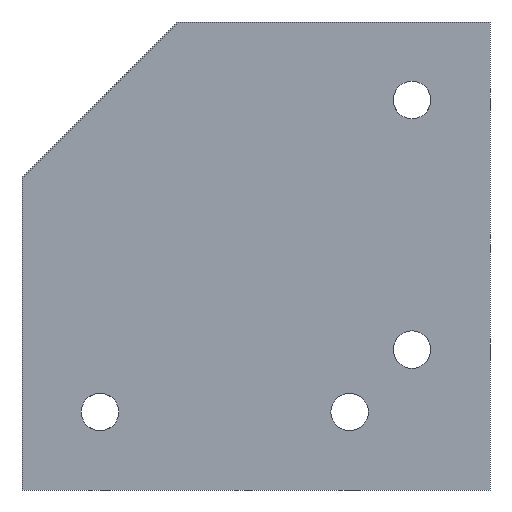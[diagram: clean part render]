
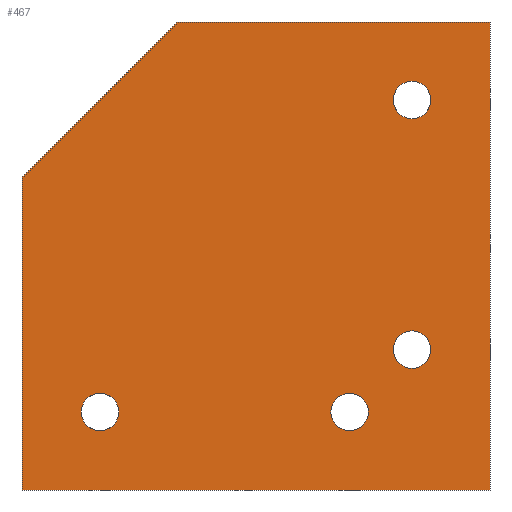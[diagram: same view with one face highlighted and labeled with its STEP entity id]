
A CAD part, front view. The second image highlights one B-rep face of the part: STEP entity #467.
In plain terms, the highlighted planar face has unit normal (0, -1, 0).
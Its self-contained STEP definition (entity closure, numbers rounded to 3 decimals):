
#29=FACE_BOUND('',#104,.T.);
#30=FACE_BOUND('',#105,.T.);
#31=FACE_BOUND('',#106,.T.);
#32=FACE_BOUND('',#107,.T.);
#43=PLANE('',#520);
#66=FACE_OUTER_BOUND('',#103,.T.);
#103=EDGE_LOOP('',(#424,#425,#426,#427,#428));
#104=EDGE_LOOP('',(#429));
#105=EDGE_LOOP('',(#430));
#106=EDGE_LOOP('',(#431));
#107=EDGE_LOOP('',(#432));
#140=LINE('',#1006,#169);
#144=LINE('',#1014,#173);
#147=LINE('',#1020,#176);
#150=LINE('',#1026,#179);
#153=LINE('',#1031,#182);
#169=VECTOR('',#603,10.);
#173=VECTOR('',#609,10.);
#176=VECTOR('',#614,10.);
#179=VECTOR('',#619,10.);
#182=VECTOR('',#624,10.);
#193=CIRCLE('',#504,6.);
#195=CIRCLE('',#507,6.);
#197=CIRCLE('',#510,6.);
#199=CIRCLE('',#513,6.);
#227=VERTEX_POINT('',#980);
#229=VERTEX_POINT('',#987);
#231=VERTEX_POINT('',#994);
#233=VERTEX_POINT('',#1000);
#234=VERTEX_POINT('',#1004);
#235=VERTEX_POINT('',#1005);
#238=VERTEX_POINT('',#1013);
#240=VERTEX_POINT('',#1019);
#242=VERTEX_POINT('',#1025);
#280=EDGE_CURVE('',#227,#227,#193,.T.);
#284=EDGE_CURVE('',#229,#229,#195,.T.);
#288=EDGE_CURVE('',#231,#231,#197,.T.);
#291=EDGE_CURVE('',#233,#233,#199,.T.);
#292=EDGE_CURVE('',#234,#235,#140,.T.);
#296=EDGE_CURVE('',#234,#238,#144,.T.);
#299=EDGE_CURVE('',#240,#238,#147,.T.);
#302=EDGE_CURVE('',#242,#240,#150,.T.);
#305=EDGE_CURVE('',#235,#242,#153,.T.);
#424=ORIENTED_EDGE('',*,*,#305,.F.);
#425=ORIENTED_EDGE('',*,*,#292,.F.);
#426=ORIENTED_EDGE('',*,*,#296,.T.);
#427=ORIENTED_EDGE('',*,*,#299,.F.);
#428=ORIENTED_EDGE('',*,*,#302,.F.);
#429=ORIENTED_EDGE('',*,*,#291,.F.);
#430=ORIENTED_EDGE('',*,*,#288,.F.);
#431=ORIENTED_EDGE('',*,*,#284,.F.);
#432=ORIENTED_EDGE('',*,*,#280,.F.);
#467=ADVANCED_FACE('',(#66,#29,#30,#31,#32),#43,.F.);
#504=AXIS2_PLACEMENT_3D('',#982,#576,#577);
#507=AXIS2_PLACEMENT_3D('',#989,#584,#585);
#510=AXIS2_PLACEMENT_3D('',#996,#592,#593);
#513=AXIS2_PLACEMENT_3D('',#1002,#599,#600);
#520=AXIS2_PLACEMENT_3D('',#1034,#628,#629);
#576=DIRECTION('center_axis',(0.,-1.,0.));
#577=DIRECTION('ref_axis',(1.,0.,0.));
#584=DIRECTION('center_axis',(0.,-1.,0.));
#585=DIRECTION('ref_axis',(1.,0.,0.));
#592=DIRECTION('center_axis',(0.,-1.,0.));
#593=DIRECTION('ref_axis',(1.,0.,0.));
#599=DIRECTION('center_axis',(0.,-1.,0.));
#600=DIRECTION('ref_axis',(1.,0.,0.));
#603=DIRECTION('',(1.,0.,0.));
#609=DIRECTION('',(-0.707,0.,-0.707));
#614=DIRECTION('',(0.,0.,1.));
#619=DIRECTION('',(-1.,0.,0.));
#624=DIRECTION('',(0.,0.,-1.));
#628=DIRECTION('center_axis',(0.,1.,0.));
#629=DIRECTION('ref_axis',(1.,0.,0.));
#980=CARTESIAN_POINT('',(-51.,0.,25.));
#982=CARTESIAN_POINT('Origin',(-45.,0.,25.));
#987=CARTESIAN_POINT('',(-31.,0.,125.));
#989=CARTESIAN_POINT('Origin',(-25.,0.,125.));
#994=CARTESIAN_POINT('',(-31.,0.,45.));
#996=CARTESIAN_POINT('Origin',(-25.,0.,45.));
#1000=CARTESIAN_POINT('',(-131.,0.,25.));
#1002=CARTESIAN_POINT('Origin',(-125.,0.,25.));
#1004=CARTESIAN_POINT('',(-100.,0.,150.));
#1005=CARTESIAN_POINT('',(0.,0.,150.));
#1006=CARTESIAN_POINT('',(-100.,0.,150.));
#1013=CARTESIAN_POINT('',(-150.,0.,100.));
#1014=CARTESIAN_POINT('',(-100.,0.,150.));
#1019=CARTESIAN_POINT('',(-150.,0.,0.));
#1020=CARTESIAN_POINT('',(-150.,0.,0.));
#1025=CARTESIAN_POINT('',(0.,0.,0.));
#1026=CARTESIAN_POINT('',(0.,0.,0.));
#1031=CARTESIAN_POINT('',(0.,0.,150.));
#1034=CARTESIAN_POINT('Origin',(-75.,0.,75.));
